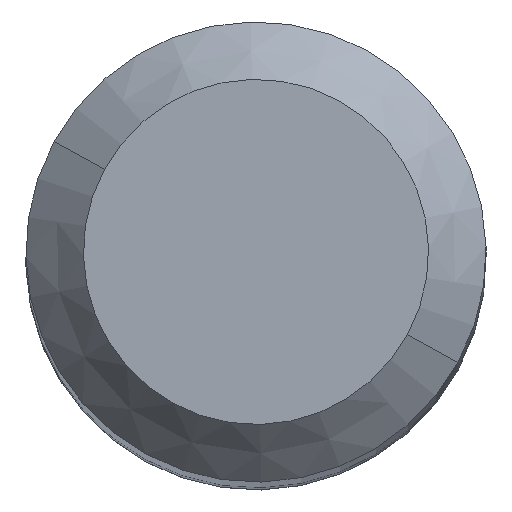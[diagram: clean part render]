
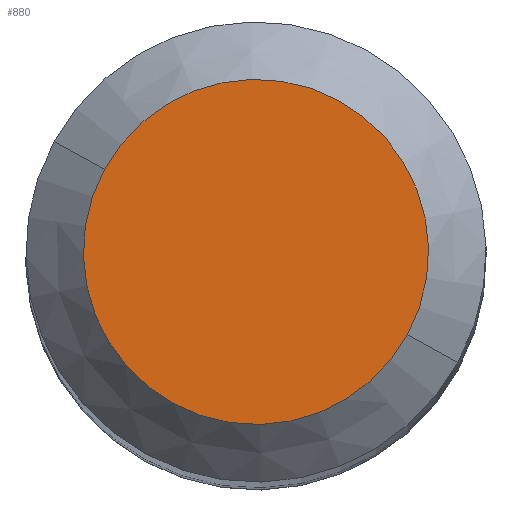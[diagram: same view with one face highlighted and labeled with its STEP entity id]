
A CAD part, top view. The second image highlights one B-rep face of the part: STEP entity #880.
In plain terms, the highlighted planar face has unit normal (0, 0, 1).
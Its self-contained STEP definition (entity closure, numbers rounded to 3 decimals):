
#823=CARTESIAN_POINT('Vertex',(-2.633,1.438,80.)) ;
#826=CARTESIAN_POINT('Axis2P3D Location',(0.,0.,80.)) ;
#830=CARTESIAN_POINT('Vertex',(2.633,-1.438,80.)) ;
#845=CARTESIAN_POINT('Axis2P3D Location',(0.,0.,80.)) ;
#871=CARTESIAN_POINT('Axis2P3D Location',(0.,0.,80.)) ;
#827=DIRECTION('Axis2P3D Direction',(0.,0.,-1.)) ;
#846=DIRECTION('Axis2P3D Direction',(0.,0.,-1.)) ;
#872=DIRECTION('Axis2P3D Direction',(0.,0.,-1.)) ;
#873=DIRECTION('Axis2P3D XDirection',(1.,0.,0.)) ;
#828=AXIS2_PLACEMENT_3D('Circle Axis2P3D',#826,#827,$) ;
#847=AXIS2_PLACEMENT_3D('Circle Axis2P3D',#845,#846,$) ;
#874=AXIS2_PLACEMENT_3D('Plane Axis2P3D',#871,#872,#873) ;
#877=ORIENTED_EDGE('',*,*,#832,.F.) ;
#878=ORIENTED_EDGE('',*,*,#849,.F.) ;
#880=ADVANCED_FACE('Hauptk\X2\00F6\X0\rper',(#879),#875,.F.) ;
#829=CIRCLE('generated circle',#828,3.) ;
#848=CIRCLE('generated circle',#847,3.) ;
#832=EDGE_CURVE('',#824,#831,#829,.T.) ;
#849=EDGE_CURVE('',#831,#824,#848,.T.) ;
#876=EDGE_LOOP('',(#877,#878)) ;
#879=FACE_OUTER_BOUND('',#876,.T.) ;
#875=PLANE('',#874) ;
#824=VERTEX_POINT('',#823) ;
#831=VERTEX_POINT('',#830) ;
